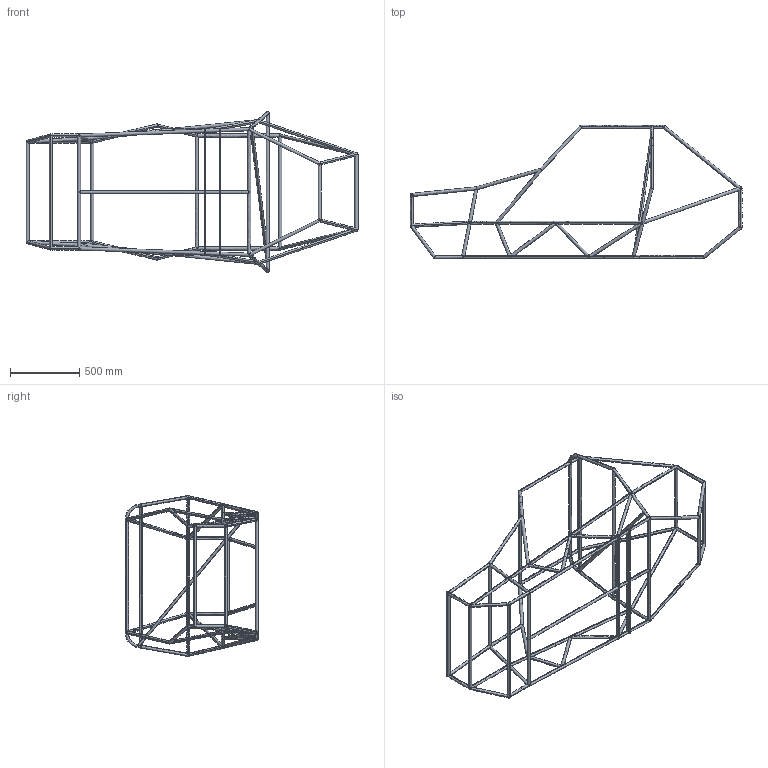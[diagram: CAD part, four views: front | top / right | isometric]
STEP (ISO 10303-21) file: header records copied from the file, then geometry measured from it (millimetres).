
FILE_DESCRIPTION(('FreeCAD Model'),'2;1');
FILE_NAME('Open CASCADE Shape Model','2025-05-04T12:37:46',('FreeCAD'),( 'FreeCAD'),'Open CASCADE STEP processor 7.6','FreeCAD','Unknown');
FILE_SCHEMA(('AUTOMOTIVE_DESIGN { 1 0 10303 214 1 1 1 1 }'));
Length unit declared in the file: millimetre
Products named in the file (1): Open CASCADE STEP translator 7.6 1
Bounding box: 2405.72 x 965.57 x 1167.13 mm (x, y, z)
Volume: 6770574.6 mm3; surface area: 5130823.8 mm2
Topology: 70 solids, 70 shells, 517 faces, 1217 edges, 816 vertices
Faces by surface type: bspline 517
Entity records: 20930 total; most frequent: CARTESIAN_POINT 13890, ORIENTED_EDGE 2434, EDGE_CURVE 1217, VERTEX_POINT 816, FACE_BOUND 633, EDGE_LOOP 633, B_SPLINE_CURVE_WITH_KNOTS 522, ADVANCED_FACE 517
